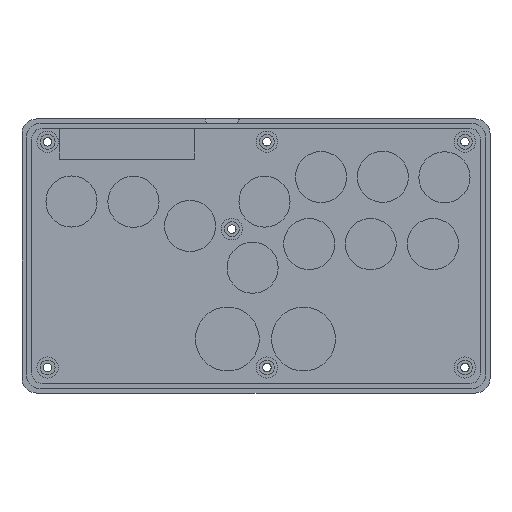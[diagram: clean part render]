
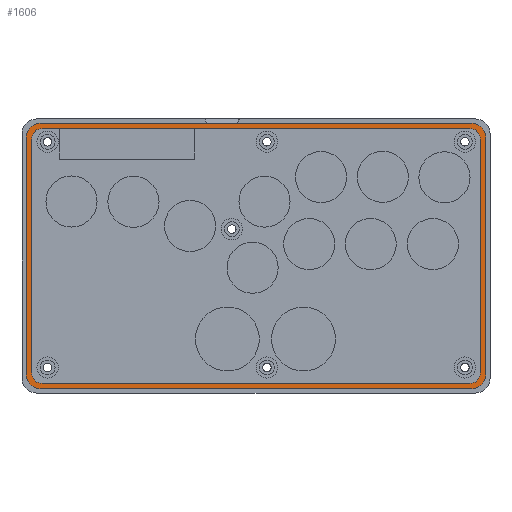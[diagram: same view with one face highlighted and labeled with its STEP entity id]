
A CAD part, top view. The second image highlights one B-rep face of the part: STEP entity #1606.
In plain terms, the highlighted planar face has unit normal (0, 0, 1).
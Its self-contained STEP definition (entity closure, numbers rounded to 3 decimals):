
#79=FACE_BOUND('',#342,.T.);
#126=CIRCLE('',#1731,6.5);
#127=CIRCLE('',#1732,6.5);
#128=CIRCLE('',#1733,6.5);
#129=CIRCLE('',#1734,6.5);
#130=CIRCLE('',#1735,5.);
#131=CIRCLE('',#1736,5.);
#132=CIRCLE('',#1737,5.);
#133=CIRCLE('',#1738,5.);
#223=FACE_OUTER_BOUND('',#341,.T.);
#341=EDGE_LOOP('',(#1128,#1129,#1130,#1131,#1132,#1133,#1134,#1135));
#342=EDGE_LOOP('',(#1136,#1137,#1138,#1139,#1140,#1141,#1142,#1143));
#485=LINE('',#2488,#607);
#487=LINE('',#2493,#609);
#501=LINE('',#2546,#623);
#502=LINE('',#2550,#624);
#503=LINE('',#2554,#625);
#504=LINE('',#2559,#626);
#505=LINE('',#2563,#627);
#506=LINE('',#2567,#628);
#607=VECTOR('',#1934,10.);
#609=VECTOR('',#1938,10.);
#623=VECTOR('',#1984,10.);
#624=VECTOR('',#1987,10.);
#625=VECTOR('',#1990,10.);
#626=VECTOR('',#1995,10.);
#627=VECTOR('',#1998,10.);
#628=VECTOR('',#2001,10.);
#729=VERTEX_POINT('',#2485);
#730=VERTEX_POINT('',#2487);
#731=VERTEX_POINT('',#2491);
#732=VERTEX_POINT('',#2492);
#754=VERTEX_POINT('',#2543);
#755=VERTEX_POINT('',#2545);
#756=VERTEX_POINT('',#2547);
#757=VERTEX_POINT('',#2549);
#758=VERTEX_POINT('',#2551);
#759=VERTEX_POINT('',#2553);
#760=VERTEX_POINT('',#2556);
#761=VERTEX_POINT('',#2558);
#762=VERTEX_POINT('',#2560);
#763=VERTEX_POINT('',#2562);
#764=VERTEX_POINT('',#2564);
#765=VERTEX_POINT('',#2566);
#874=EDGE_CURVE('',#730,#729,#485,.F.);
#876=EDGE_CURVE('',#731,#732,#487,.T.);
#901=EDGE_CURVE('',#731,#754,#126,.T.);
#902=EDGE_CURVE('',#755,#754,#501,.T.);
#903=EDGE_CURVE('',#755,#756,#127,.T.);
#904=EDGE_CURVE('',#757,#756,#502,.T.);
#905=EDGE_CURVE('',#757,#758,#128,.T.);
#906=EDGE_CURVE('',#759,#758,#503,.T.);
#907=EDGE_CURVE('',#759,#732,#129,.T.);
#908=EDGE_CURVE('',#760,#729,#130,.T.);
#909=EDGE_CURVE('',#760,#761,#504,.F.);
#910=EDGE_CURVE('',#762,#761,#131,.T.);
#911=EDGE_CURVE('',#762,#763,#505,.F.);
#912=EDGE_CURVE('',#764,#763,#132,.T.);
#913=EDGE_CURVE('',#764,#765,#506,.F.);
#914=EDGE_CURVE('',#730,#765,#133,.T.);
#1128=ORIENTED_EDGE('',*,*,#876,.F.);
#1129=ORIENTED_EDGE('',*,*,#901,.T.);
#1130=ORIENTED_EDGE('',*,*,#902,.F.);
#1131=ORIENTED_EDGE('',*,*,#903,.T.);
#1132=ORIENTED_EDGE('',*,*,#904,.F.);
#1133=ORIENTED_EDGE('',*,*,#905,.T.);
#1134=ORIENTED_EDGE('',*,*,#906,.F.);
#1135=ORIENTED_EDGE('',*,*,#907,.T.);
#1136=ORIENTED_EDGE('',*,*,#874,.T.);
#1137=ORIENTED_EDGE('',*,*,#908,.F.);
#1138=ORIENTED_EDGE('',*,*,#909,.T.);
#1139=ORIENTED_EDGE('',*,*,#910,.F.);
#1140=ORIENTED_EDGE('',*,*,#911,.T.);
#1141=ORIENTED_EDGE('',*,*,#912,.F.);
#1142=ORIENTED_EDGE('',*,*,#913,.T.);
#1143=ORIENTED_EDGE('',*,*,#914,.F.);
#1552=PLANE('',#1730);
#1606=ADVANCED_FACE('',(#223,#79),#1552,.T.);
#1730=AXIS2_PLACEMENT_3D('',#2542,#1980,#1981);
#1731=AXIS2_PLACEMENT_3D('',#2544,#1982,#1983);
#1732=AXIS2_PLACEMENT_3D('',#2548,#1985,#1986);
#1733=AXIS2_PLACEMENT_3D('',#2552,#1988,#1989);
#1734=AXIS2_PLACEMENT_3D('',#2555,#1991,#1992);
#1735=AXIS2_PLACEMENT_3D('',#2557,#1993,#1994);
#1736=AXIS2_PLACEMENT_3D('',#2561,#1996,#1997);
#1737=AXIS2_PLACEMENT_3D('',#2565,#1999,#2000);
#1738=AXIS2_PLACEMENT_3D('',#2568,#2002,#2003);
#1934=DIRECTION('',(0.,-1.,0.));
#1938=DIRECTION('',(0.,1.,0.));
#1980=DIRECTION('center_axis',(0.,0.,1.));
#1981=DIRECTION('ref_axis',(1.,0.,0.));
#1982=DIRECTION('center_axis',(0.,0.,1.));
#1983=DIRECTION('ref_axis',(-0.707,-0.707,0.));
#1984=DIRECTION('',(-1.,0.,0.));
#1985=DIRECTION('center_axis',(0.,0.,1.));
#1986=DIRECTION('ref_axis',(0.707,-0.707,0.));
#1987=DIRECTION('',(0.,-1.,0.));
#1988=DIRECTION('center_axis',(0.,0.,1.));
#1989=DIRECTION('ref_axis',(0.707,0.707,0.));
#1990=DIRECTION('',(1.,0.,0.));
#1991=DIRECTION('center_axis',(0.,0.,1.));
#1992=DIRECTION('ref_axis',(-0.707,0.707,0.));
#1993=DIRECTION('center_axis',(0.,0.,1.));
#1994=DIRECTION('ref_axis',(-0.707,0.707,0.));
#1995=DIRECTION('',(-1.,0.,0.));
#1996=DIRECTION('center_axis',(0.,0.,1.));
#1997=DIRECTION('ref_axis',(0.707,0.707,0.));
#1998=DIRECTION('',(0.,1.,0.));
#1999=DIRECTION('center_axis',(0.,0.,1.));
#2000=DIRECTION('ref_axis',(0.707,-0.707,0.));
#2001=DIRECTION('',(1.,0.,0.));
#2002=DIRECTION('center_axis',(0.,0.,1.));
#2003=DIRECTION('ref_axis',(-0.707,-0.707,0.));
#2485=CARTESIAN_POINT('',(-105.516,55.028,2.2));
#2487=CARTESIAN_POINT('',(-105.516,-54.709,2.2));
#2488=CARTESIAN_POINT('',(-105.516,-30.025,2.2));
#2491=CARTESIAN_POINT('',(-108.016,-55.709,2.2));
#2492=CARTESIAN_POINT('',(-108.016,56.028,2.2));
#2493=CARTESIAN_POINT('',(-108.016,-31.025,2.2));
#2542=CARTESIAN_POINT('Origin',(-0.133,0.16,2.2));
#2543=CARTESIAN_POINT('',(-101.516,-62.209,2.2));
#2544=CARTESIAN_POINT('Origin',(-101.516,-55.709,2.2));
#2545=CARTESIAN_POINT('',(101.25,-62.209,2.2));
#2546=CARTESIAN_POINT('',(53.809,-62.209,2.2));
#2547=CARTESIAN_POINT('',(107.75,-55.709,2.2));
#2548=CARTESIAN_POINT('Origin',(101.25,-55.709,2.2));
#2549=CARTESIAN_POINT('',(107.75,56.028,2.2));
#2550=CARTESIAN_POINT('',(107.75,31.344,2.2));
#2551=CARTESIAN_POINT('',(101.25,62.528,2.2));
#2552=CARTESIAN_POINT('Origin',(101.25,56.028,2.2));
#2553=CARTESIAN_POINT('',(-101.516,62.528,2.2));
#2554=CARTESIAN_POINT('',(-54.075,62.528,2.2));
#2555=CARTESIAN_POINT('Origin',(-101.516,56.028,2.2));
#2556=CARTESIAN_POINT('',(-100.516,60.028,2.2));
#2557=CARTESIAN_POINT('Origin',(-100.516,55.028,2.2));
#2558=CARTESIAN_POINT('',(100.25,60.028,2.2));
#2559=CARTESIAN_POINT('',(-14.542,60.028,2.2));
#2560=CARTESIAN_POINT('',(105.25,55.028,2.2));
#2561=CARTESIAN_POINT('Origin',(100.25,55.028,2.2));
#2562=CARTESIAN_POINT('',(105.25,-54.709,2.2));
#2563=CARTESIAN_POINT('',(105.25,30.344,2.2));
#2564=CARTESIAN_POINT('',(100.25,-59.709,2.2));
#2565=CARTESIAN_POINT('Origin',(100.25,-54.709,2.2));
#2566=CARTESIAN_POINT('',(-100.516,-59.709,2.2));
#2567=CARTESIAN_POINT('',(52.809,-59.709,2.2));
#2568=CARTESIAN_POINT('Origin',(-100.516,-54.709,2.2));
